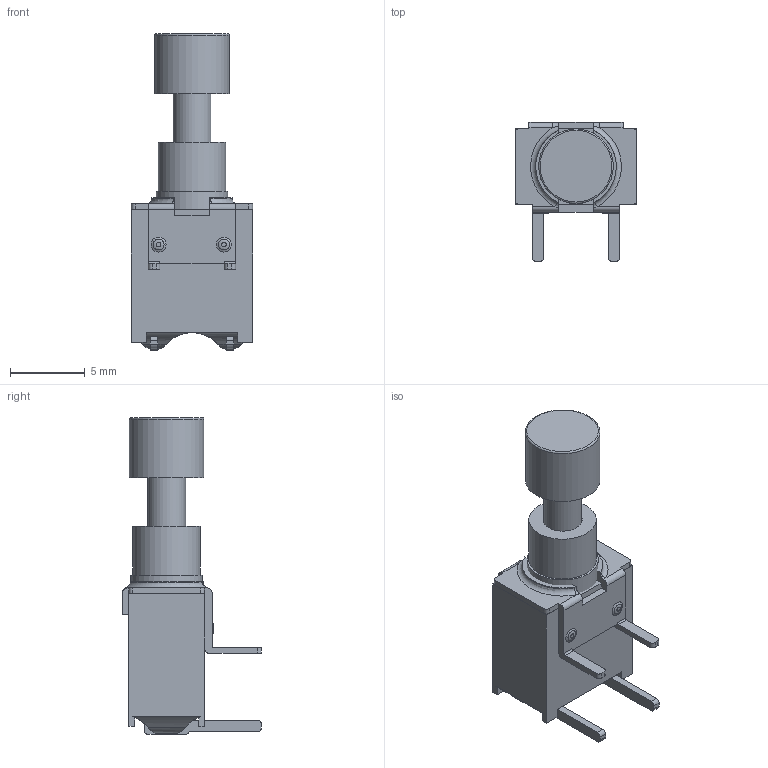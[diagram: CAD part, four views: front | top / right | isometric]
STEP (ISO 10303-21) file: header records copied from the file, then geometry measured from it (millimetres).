
FILE_DESCRIPTION((' '),'2;1');
FILE_NAME('800AWSP9M6xEC1xxx.stp','2017-07-25T15:05:11',(' '),(' '),' ','ACIS',' ');
FILE_SCHEMA(('CONFIG_CONTROL_DESIGN'));
Length unit declared in the file: inch
Products named in the file (7): 800AWSP9M6xEC1xxx.stp; Body1; Body2; Body3; Body4; Body5; Body6
Assembly tree (6 placements, depth 2):
  800AWSP9M6xEC1xxx.stp
    Body1
    Body2
    Body3
    Body4
    Body5
    Body6
Bounding box: 8.13 x 9.3 x 21.22 mm (x, y, z)
Volume: 505.6 mm3; surface area: 943.5 mm2
Topology: 6 solids, 6 shells, 293 faces, 742 edges, 471 vertices
Faces by surface type: plane 173, cylinder 70, bspline 44, torus 3, cone 3
Full cylindrical faces by diameter (mm): 2.54 x1, 2.63 x1, 4.52 x1, 4.78 x1, 5 x1
Entity records: 10106 total; most frequent: CARTESIAN_POINT 2376, ORIENTED_EDGE 1460, DIRECTION 1284, EDGE_CURVE 730, VECTOR 476, LINE 476, VERTEX_POINT 470, AXIS2_PLACEMENT_3D 404
